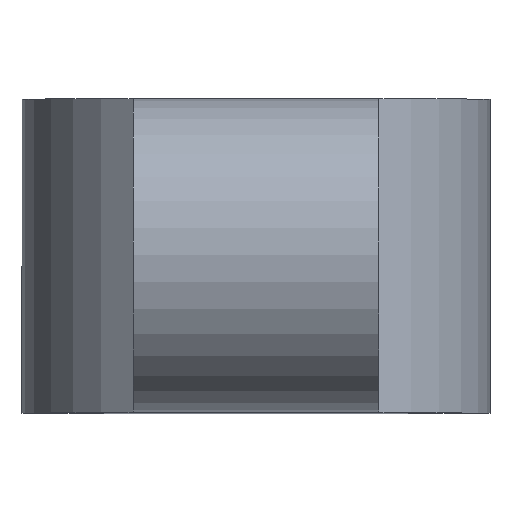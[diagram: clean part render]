
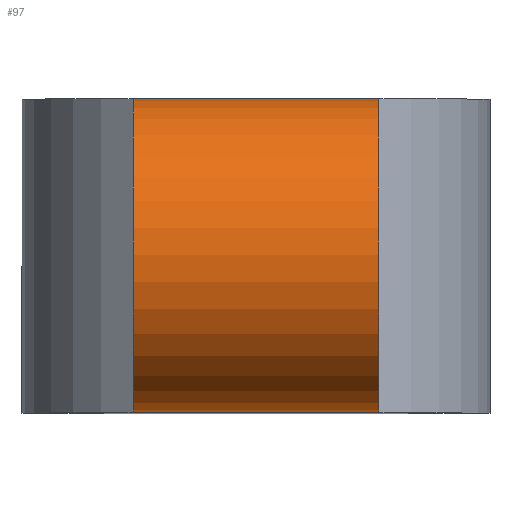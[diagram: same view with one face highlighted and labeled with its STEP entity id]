
A CAD part, top view. The second image highlights one B-rep face of the part: STEP entity #97.
In plain terms, the highlighted cylindrical face has radius 26.5 mm (diameter 53 mm), a partial arc.
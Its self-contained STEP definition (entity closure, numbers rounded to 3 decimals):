
#19=FACE_OUTER_BOUND('',#25,.T.);
#25=EDGE_LOOP('',(#71,#72,#73,#74));
#31=LINE('',#169,#39);
#32=LINE('',#172,#40);
#39=VECTOR('',#139,10.);
#40=VECTOR('',#142,10.);
#47=CIRCLE('',#124,26.5);
#48=CIRCLE('',#125,26.5);
#51=VERTEX_POINT('',#165);
#52=VERTEX_POINT('',#166);
#53=VERTEX_POINT('',#168);
#54=VERTEX_POINT('',#170);
#59=EDGE_CURVE('',#51,#52,#47,.T.);
#60=EDGE_CURVE('',#53,#52,#31,.T.);
#61=EDGE_CURVE('',#53,#54,#48,.T.);
#62=EDGE_CURVE('',#51,#54,#32,.T.);
#71=ORIENTED_EDGE('',*,*,#59,.T.);
#72=ORIENTED_EDGE('',*,*,#60,.F.);
#73=ORIENTED_EDGE('',*,*,#61,.T.);
#74=ORIENTED_EDGE('',*,*,#62,.F.);
#95=CYLINDRICAL_SURFACE('',#123,26.5);
#97=ADVANCED_FACE('',(#19),#95,.T.);
#123=AXIS2_PLACEMENT_3D('',#164,#135,#136);
#124=AXIS2_PLACEMENT_3D('',#167,#137,#138);
#125=AXIS2_PLACEMENT_3D('',#171,#140,#141);
#135=DIRECTION('center_axis',(1.,0.,0.));
#136=DIRECTION('ref_axis',(0.,1.,0.));
#137=DIRECTION('center_axis',(-1.,0.,0.));
#138=DIRECTION('ref_axis',(0.,1.,0.));
#139=DIRECTION('',(1.,0.,0.));
#140=DIRECTION('center_axis',(1.,0.,0.));
#141=DIRECTION('ref_axis',(0.,1.,0.));
#142=DIRECTION('',(-1.,0.,0.));
#164=CARTESIAN_POINT('Origin',(0.,0.,0.));
#165=CARTESIAN_POINT('',(41.5,-26.5,0.));
#166=CARTESIAN_POINT('',(41.5,26.5,0.));
#167=CARTESIAN_POINT('Origin',(41.5,0.,0.));
#168=CARTESIAN_POINT('',(0.,26.5,0.));
#169=CARTESIAN_POINT('',(0.,26.5,0.));
#170=CARTESIAN_POINT('',(0.,-26.5,0.));
#171=CARTESIAN_POINT('Origin',(0.,0.,0.));
#172=CARTESIAN_POINT('',(0.,-26.5,0.));
